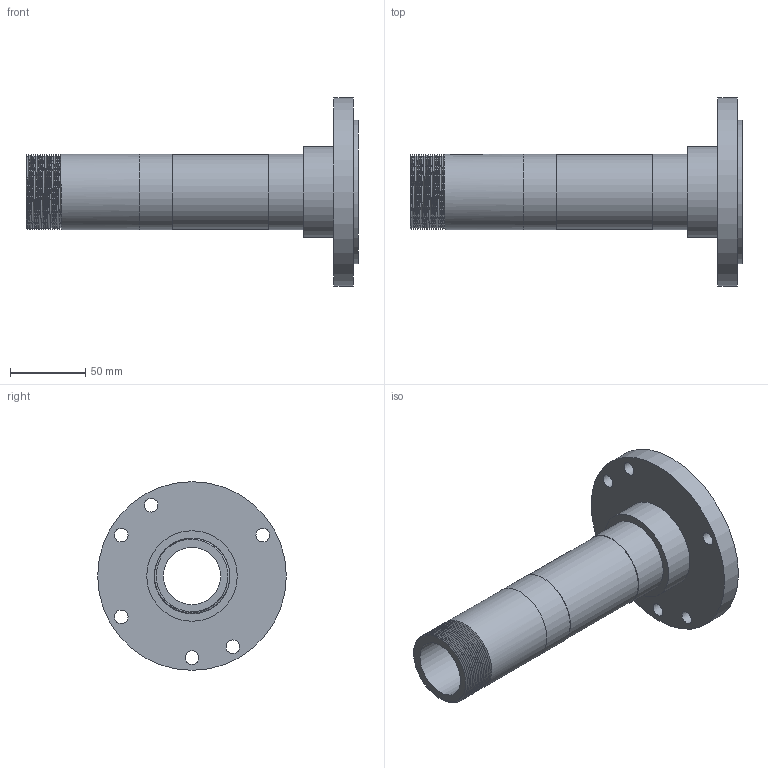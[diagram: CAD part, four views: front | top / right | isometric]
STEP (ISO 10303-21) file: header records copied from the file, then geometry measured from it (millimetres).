
FILE_DESCRIPTION(('FreeCAD Model'),'2;1');
FILE_NAME('Open CASCADE Shape Model','2023-09-09T12:14:50',(''),(''), 'Open CASCADE STEP processor 7.6','FreeCAD','Unknown');
FILE_SCHEMA(('AUTOMOTIVE_DESIGN { 1 0 10303 214 1 1 1 1 }'));
Length unit declared in the file: millimetre
Products named in the file (1): Spindle125-50_001
Bounding box: 220 x 125 x 125 mm (x, y, z)
Volume: 320827.8 mm3; surface area: 92618.8 mm2
Topology: 1 solids, 1 shells, 77 faces, 159 edges, 90 vertices
Faces by surface type: cylinder 32, bspline 32, plane 12, cone 1
Full cylindrical faces by diameter (mm): 9 x6, 38 x1, 49.3 x1, 49.97 x16, 50 x2, 60 x1, 95 x1, 125 x1
Entity records: 19042 total; most frequent: CARTESIAN_POINT 16033, DIRECTION 437, ORIENTED_EDGE 318, PCURVE 318, DEFINITIONAL_REPRESENTATION 318, LINE 252, VECTOR 252, B_SPLINE_CURVE_WITH_KNOTS 162
